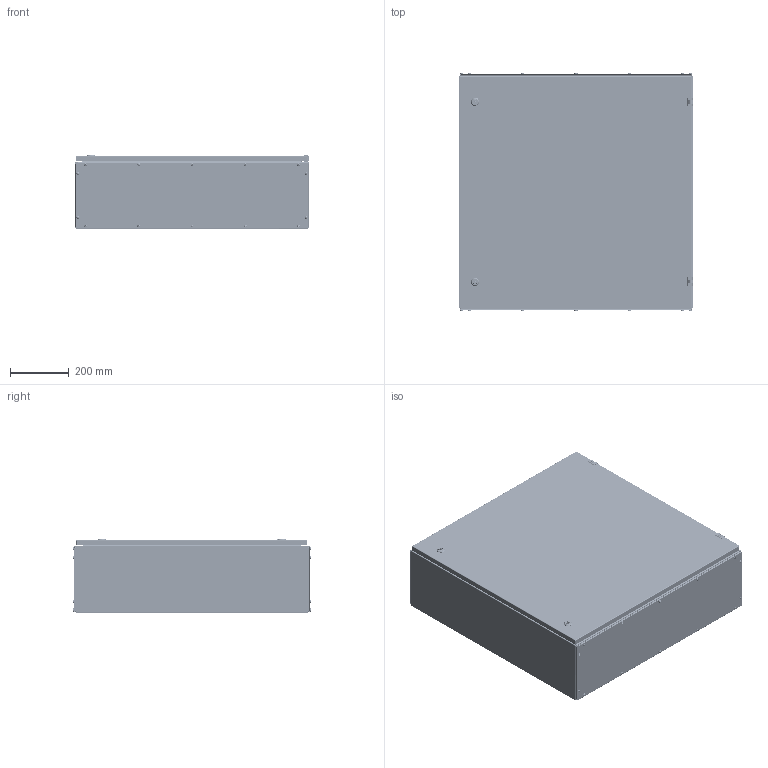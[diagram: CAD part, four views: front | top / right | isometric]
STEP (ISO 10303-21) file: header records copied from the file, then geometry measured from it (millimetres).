
FILE_DESCRIPTION (( 'STEP AP214' ), '1' );
FILE_NAME ('10.080.080.25.STEP', '2024-05-30T09:45:31', ( '' ), ( '' ), 'SwSTEP 2.0', 'SolidWorks 2021', '' );
FILE_SCHEMA (( 'AUTOMOTIVE_DESIGN' ));
Length unit declared in the file: millimetre
Products named in the file (25): Øïèëüêà ïðèâàðíàÿ Ì6õ20; Øïèëüêà ïðèâàðíàÿ Ì6õ15; Ðåéêà H800; Ãàñêåòèíã äâåðè W800H800; Äâåðíîå ïîëîòíî W800H800; Øïèëüêà ïðèâàðíàÿ Ì6õ10; Çàêëåïêà ðåçüáîâàÿ Ì5 øåñòèãðàííàÿ ñ óìåíüøåííûì áîðòîì; SW6X8.stp; Êàðêàñ øêàôà W800H800D250; 8SJ_MS705_0760.stp; 8SJ_MS705_0010.stp; ﾄ粢 ﾑﾁ W800H800; Âèíò DIN 967 Ì5õ16 ñ ïîëóêðóãëîé ãîëîâêîé ñ êðåñòîîáðàçíûì øëèöåì; 8SJ_MS705-1_0040.stp; ﾇ瑟鶴 ﾀﾑ ms1000-3M.stp; Ïåðåìû÷êà êàðêàñà W800; 8SJ_MS705_0510.stp; 署赅 W800D250; Áîëò Ì6õ10 ñ øåñòèãðàííîé ãîëîâêîé ñ ïðåññøàéáîé; Ïðîêëàäêà êðûøêè W800D250; 8SJ_S1B_0001.stp; Çàêëåïêà ðåçüáîâàÿ Ì8 øåñòèãðàííàÿ ñ óìåíüøåííûì áîðòîì; Êîðïóñ øêàôà W800H800D250; 嵑謺麃 檐; 10.080.080.25
Assembly tree (99 placements, depth 4):
  10.080.080.25
    Êàðêàñ øêàôà W800H800D250
      Êîðïóñ øêàôà W800H800D250
      Ïåðåìû÷êà êàðêàñà W800  x2
      Øïèëüêà ïðèâàðíàÿ Ì6õ15  x8
      Øïèëüêà ïðèâàðíàÿ Ì6õ20  x4
    署赅 W800D250  x2
    Ïðîêëàäêà êðûøêè W800D250  x2
    ﾄ粢 ﾑﾁ W800H800
      Äâåðíîå ïîëîòíî W800H800
      Ðåéêà H800  x2
      Ãàñêåòèíã äâåðè W800H800
      Øïèëüêà ïðèâàðíàÿ Ì6õ10  x2
      ﾇ瑟鶴 ﾀﾑ ms1000-3M.stp  x2
        8SJ_MS705_0010.stp
        8SJ_MS705_0510.stp
        8SJ_MS705_0760.stp
        8SJ_S1B_0001.stp
        8SJ_MS705-1_0040.stp
        SW6X8.stp
    嵑謺麃 檐  x2
    Áîëò Ì6õ10 ñ øåñòèãðàííîé ãîëîâêîé ñ ïðåññøàéáîé  x2
    Çàêëåïêà ðåçüáîâàÿ Ì5 øåñòèãðàííàÿ ñ óìåíüøåííûì áîðòîì  x28
    Âèíò DIN 967 Ì5õ16 ñ ïîëóêðóãëîé ãîëîâêîé ñ êðåñòîîáðàçíûì øëèöåì  x28
    Çàêëåïêà ðåçüáîâàÿ Ì8 øåñòèãðàííàÿ ñ óìåíüøåííûì áîðòîì  x4
Bounding box: 800 x 815.11 x 254.65 mm (x, y, z)
Volume: 2802053.6 mm3; surface area: 5009411.9 mm2
Topology: 99 solids, 111 shells, 6191 faces, 15667 edges, 9744 vertices
Faces by surface type: plane 2563, cylinder 2237, bspline 681, cone 300, torus 242, sphere 168
Entity records: 84928 total; most frequent: CARTESIAN_POINT 42134, ORIENTED_EDGE 9148, DIRECTION 7722, EDGE_CURVE 4580, VERTEX_POINT 2835, AXIS2_PLACEMENT_3D 2624, VECTOR 2474, LINE 2474
